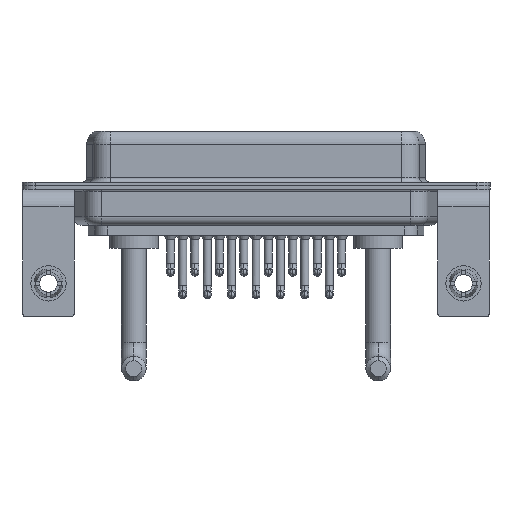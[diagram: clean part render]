
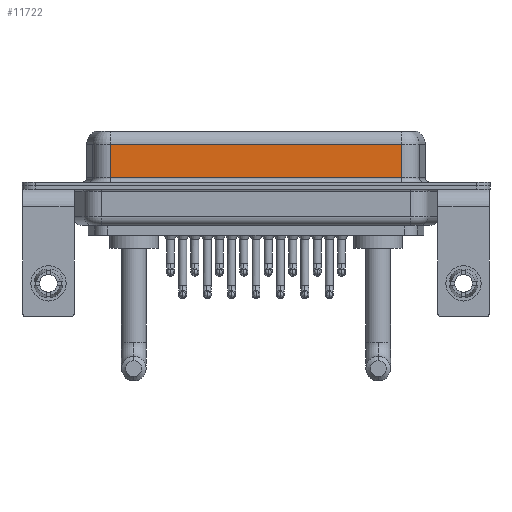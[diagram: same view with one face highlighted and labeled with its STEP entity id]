
A CAD part, front view. The second image highlights one B-rep face of the part: STEP entity #11722.
In plain terms, the highlighted planar face has unit normal (0, -1, 0).
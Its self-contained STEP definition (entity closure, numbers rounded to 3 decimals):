
#906 = LINE ( 'NONE', #6583, #19657 ) ;
#2778 = VERTEX_POINT ( 'NONE', #21525 ) ;
#2812 = ORIENTED_EDGE ( 'NONE', *, *, #16730, .F. ) ;
#3909 = VERTEX_POINT ( 'NONE', #11839 ) ;
#4000 = ORIENTED_EDGE ( 'NONE', *, *, #21271, .T. ) ;
#4597 = CARTESIAN_POINT ( 'NONE',  ( 40.037, -3.95, 6.4 ) ) ;
#5183 = ORIENTED_EDGE ( 'NONE', *, *, #21073, .T. ) ;
#5948 = AXIS2_PLACEMENT_3D ( 'NONE', #4597, #11673, #11442 ) ;
#6095 = CARTESIAN_POINT ( 'NONE',  ( 40.037, -3.95, 6.4 ) ) ;
#6583 = CARTESIAN_POINT ( 'NONE',  ( 40.037, -3.95, 0.9 ) ) ;
#6627 = DIRECTION ( 'NONE',  ( -1., 0., 0. ) ) ;
#7031 = EDGE_CURVE ( 'NONE', #10923, #20202, #906, .T. ) ;
#7766 = CARTESIAN_POINT ( 'NONE',  ( 40.037, -3.95, 0.9 ) ) ;
#9041 = VECTOR ( 'NONE', #14473, 1000. ) ;
#9085 = CARTESIAN_POINT ( 'NONE',  ( 7.013, -3.95, 6.4 ) ) ;
#9407 = VECTOR ( 'NONE', #6627, 1000. ) ;
#9961 = LINE ( 'NONE', #6095, #12871 ) ;
#10023 = EDGE_LOOP ( 'NONE', ( #2812, #5183, #4000, #13304 ) ) ;
#10923 = VERTEX_POINT ( 'NONE', #17365 ) ;
#11442 = DIRECTION ( 'NONE',  ( 0., 0., 1. ) ) ;
#11626 = DIRECTION ( 'NONE',  ( 0., 0., -1. ) ) ;
#11673 = DIRECTION ( 'NONE',  ( 0., 1., 0. ) ) ;
#11722 = ADVANCED_FACE ( 'NONE', ( #16812 ), #15053, .F. ) ;
#11839 = CARTESIAN_POINT ( 'NONE',  ( 40.037, -3.95, 4.65 ) ) ;
#12871 = VECTOR ( 'NONE', #11626, 1000. ) ;
#13304 = ORIENTED_EDGE ( 'NONE', *, *, #7031, .T. ) ;
#14473 = DIRECTION ( 'NONE',  ( 0., 0., -1. ) ) ;
#15053 = PLANE ( 'NONE',  #5948 ) ;
#16730 = EDGE_CURVE ( 'NONE', #3909, #20202, #9961, .T. ) ;
#16812 = FACE_OUTER_BOUND ( 'NONE', #10023, .T. ) ;
#17365 = CARTESIAN_POINT ( 'NONE',  ( 7.013, -3.95, 0.9 ) ) ;
#17992 = LINE ( 'NONE', #9085, #9041 ) ;
#19251 = DIRECTION ( 'NONE',  ( 1., 0., 0. ) ) ;
#19657 = VECTOR ( 'NONE', #19251, 1000. ) ;
#20202 = VERTEX_POINT ( 'NONE', #7766 ) ;
#21073 = EDGE_CURVE ( 'NONE', #3909, #2778, #21167, .T. ) ;
#21167 = LINE ( 'NONE', #22703, #9407 ) ;
#21271 = EDGE_CURVE ( 'NONE', #2778, #10923, #17992, .T. ) ;
#21525 = CARTESIAN_POINT ( 'NONE',  ( 7.013, -3.95, 4.65 ) ) ;
#22703 = CARTESIAN_POINT ( 'NONE',  ( 40.037, -3.95, 4.65 ) ) ;
